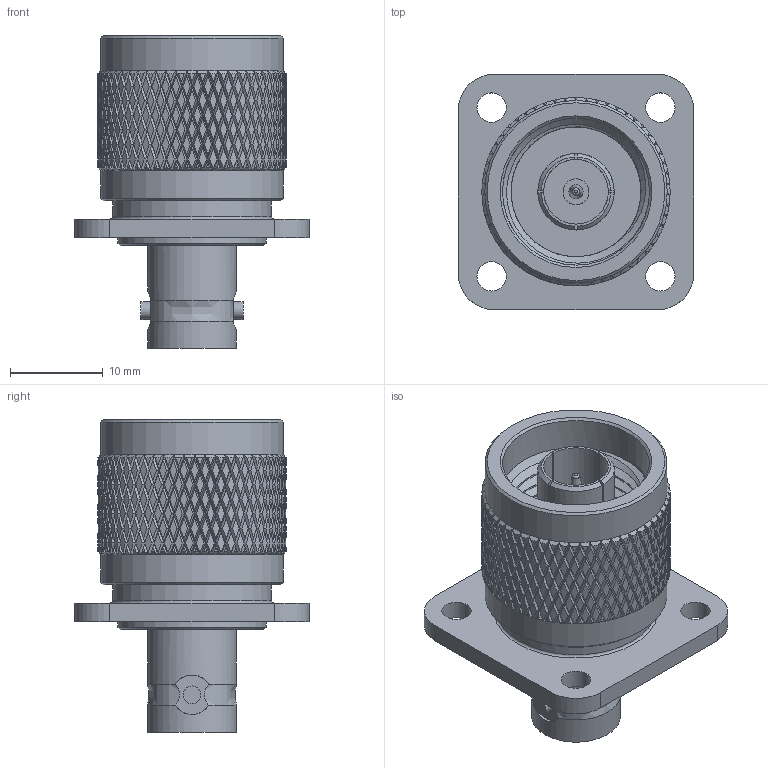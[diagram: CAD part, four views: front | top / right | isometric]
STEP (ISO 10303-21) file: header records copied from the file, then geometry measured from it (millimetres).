
FILE_DESCRIPTION (( 'STEP AP203' ), '1' );
FILE_NAME ('PE9388_3D.step', '2021-03-23T19:41:45', ( '' ), ( '' ), 'SwSTEP 2.0', 'SolidWorks 2020', '' );
FILE_SCHEMA (( 'CONFIG_CONTROL_DESIGN' ));
Products named in the file (1): PE9388_3D
Bounding box: 25.4 x 25.4 x 33.78 mm (x, y, z)
Volume: 6175.7 mm3; surface area: 5066.9 mm2
Topology: 1 solids, 1 shells, 2317 faces, 4974 edges, 2672 vertices
Faces by surface type: bspline 1766, cylinder 477, plane 53, cone 20, torus 1
Full cylindrical faces by diameter (mm): 1.27 x1, 1.524 x1, 1.905 x2, 2.794 x1, 3.175 x4, 4.572 x1, 6.985 x1, 8.255 x2, 9.601 x2, 15.875 x5, 16.002 x1, 17.175 x1, 19.715 x2
Entity records: 83740 total; most frequent: CARTESIAN_POINT 53521, ORIENTED_EDGE 9824, EDGE_CURVE 4912, VERTEX_POINT 2648, EDGE_LOOP 2364, FACE_OUTER_BOUND 2333, ADVANCED_FACE 2311, B_SPLINE_CURVE_WITH_KNOTS 2182
